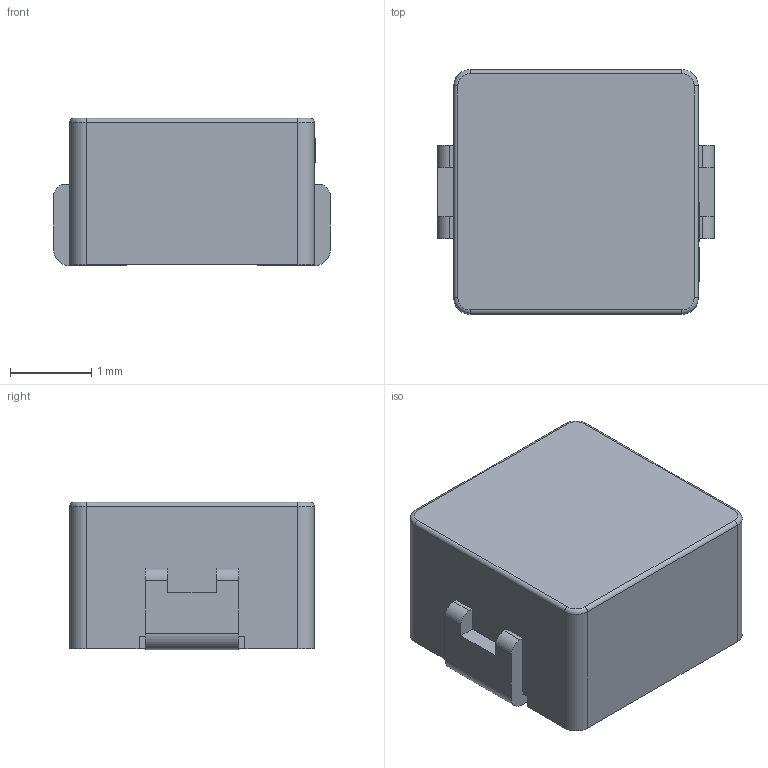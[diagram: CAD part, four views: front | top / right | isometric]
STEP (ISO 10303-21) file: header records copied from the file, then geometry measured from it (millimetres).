
FILE_DESCRIPTION (( 'STEP AP214' ), '1' );
FILE_NAME ('IND-SMD_L3.4-W3.0.step', '2022-07-09T00:07:16', ( '' ), ( '' ), 'SwSTEP 2.0', 'SolidWorks 2020', '' );
FILE_SCHEMA (( 'AUTOMOTIVE_DESIGN' ));
Length unit declared in the file: millimetre
Products named in the file (1): IND-SMD_L3.4-W3.0
Bounding box: 3.4 x 3 x 1.81 mm (x, y, z)
Volume: 16.5 mm3; surface area: 48.5 mm2
Topology: 3 solids, 3 shells, 339 faces, 913 edges, 606 vertices
Faces by surface type: plane 209, bspline 112, cylinder 14, torus 4
Entity records: 15508 total; most frequent: CARTESIAN_POINT 3963, ORIENTED_EDGE 1826, DIRECTION 1173, EDGE_CURVE 913, VECTOR 653, LINE 653, VERTEX_POINT 606, EDGE_LOOP 365
